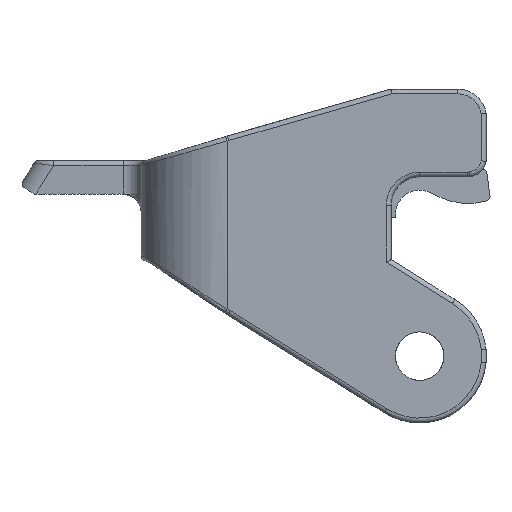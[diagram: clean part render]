
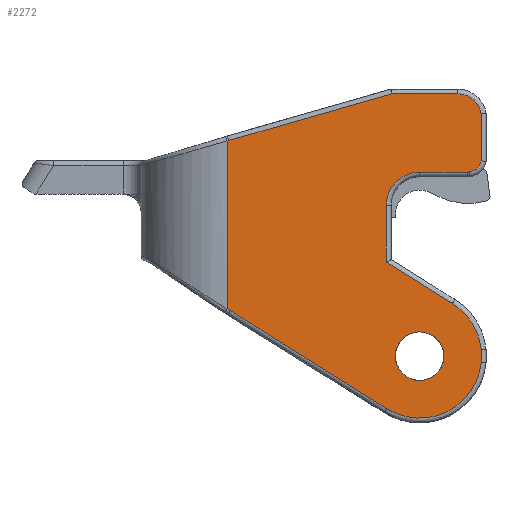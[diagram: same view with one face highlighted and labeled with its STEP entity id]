
A CAD part, front view. The second image highlights one B-rep face of the part: STEP entity #2272.
In plain terms, the highlighted planar face has unit normal (0, -1, 0).
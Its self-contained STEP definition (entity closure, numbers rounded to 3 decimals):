
#1908=B_SPLINE_CURVE_WITH_KNOTS('',3,(#10202,#10203,#10204,#10205),
 .UNSPECIFIED.,.F.,.F.,(4,4),(0.,1.),.UNSPECIFIED.);
#1909=B_SPLINE_CURVE_WITH_KNOTS('',3,(#10209,#10210,#10211,#10212),
 .UNSPECIFIED.,.F.,.F.,(4,4),(0.,1.),.UNSPECIFIED.);
#1980=FACE_BOUND('',#3063,.T.);
#1981=FACE_BOUND('',#3064,.T.);
#2101=CIRCLE('',#7704,1.5);
#2133=CIRCLE('',#7756,2.55);
#2135=CIRCLE('',#7759,3.5);
#2136=CIRCLE('',#7760,1.5);
#2137=CIRCLE('',#7761,2.5);
#2138=CIRCLE('',#7762,6.5);
#2139=CIRCLE('',#7763,6.5);
#2272=ADVANCED_FACE('',(#1980,#1981),#2560,.F.);
#2560=PLANE('',#7764);
#3063=EDGE_LOOP('',(#3627,#3628,#3629,#3630,#3631,#3632,#3633,#3634,#3635,
#3636,#3637,#3638,#3639,#3640,#3641,#3642,#3643));
#3064=EDGE_LOOP('',(#3644));
#3627=ORIENTED_EDGE('',*,*,#5473,.F.);
#3628=ORIENTED_EDGE('',*,*,#5671,.F.);
#3629=ORIENTED_EDGE('',*,*,#5672,.F.);
#3630=ORIENTED_EDGE('',*,*,#5673,.F.);
#3631=ORIENTED_EDGE('',*,*,#5478,.F.);
#3632=ORIENTED_EDGE('',*,*,#5674,.F.);
#3633=ORIENTED_EDGE('',*,*,#5675,.F.);
#3634=ORIENTED_EDGE('',*,*,#5676,.F.);
#3635=ORIENTED_EDGE('',*,*,#5677,.F.);
#3636=ORIENTED_EDGE('',*,*,#5678,.F.);
#3637=ORIENTED_EDGE('',*,*,#5679,.F.);
#3638=ORIENTED_EDGE('',*,*,#5680,.F.);
#3639=ORIENTED_EDGE('',*,*,#5681,.F.);
#3640=ORIENTED_EDGE('',*,*,#5682,.F.);
#3641=ORIENTED_EDGE('',*,*,#5683,.F.);
#3642=ORIENTED_EDGE('',*,*,#5684,.F.);
#3643=ORIENTED_EDGE('',*,*,#5685,.F.);
#3644=ORIENTED_EDGE('',*,*,#5669,.F.);
#4960=VERTEX_POINT('',#9592);
#4961=VERTEX_POINT('',#9594);
#4963=VERTEX_POINT('',#9610);
#4964=VERTEX_POINT('',#9616);
#5130=VERTEX_POINT('',#10185);
#5132=VERTEX_POINT('',#10190);
#5133=VERTEX_POINT('',#10192);
#5134=VERTEX_POINT('',#10195);
#5135=VERTEX_POINT('',#10197);
#5136=VERTEX_POINT('',#10199);
#5137=VERTEX_POINT('',#10201);
#5138=VERTEX_POINT('',#10206);
#5139=VERTEX_POINT('',#10208);
#5140=VERTEX_POINT('',#10213);
#5141=VERTEX_POINT('',#10215);
#5142=VERTEX_POINT('',#10217);
#5143=VERTEX_POINT('',#10219);
#5144=VERTEX_POINT('',#10221);
#5473=EDGE_CURVE('',#4960,#4961,#6253,.T.);
#5478=EDGE_CURVE('',#4964,#4963,#2101,.T.);
#5669=EDGE_CURVE('',#5130,#5130,#2133,.T.);
#5671=EDGE_CURVE('',#5132,#4960,#2135,.T.);
#5672=EDGE_CURVE('',#5133,#5132,#6408,.T.);
#5673=EDGE_CURVE('',#4963,#5133,#2136,.T.);
#5674=EDGE_CURVE('',#5134,#4964,#6409,.T.);
#5675=EDGE_CURVE('',#5135,#5134,#2137,.T.);
#5676=EDGE_CURVE('',#5136,#5135,#6410,.T.);
#5677=EDGE_CURVE('',#5137,#5136,#6411,.T.);
#5678=EDGE_CURVE('',#5138,#5137,#1908,.T.);
#5679=EDGE_CURVE('',#5139,#5138,#6412,.T.);
#5680=EDGE_CURVE('',#5140,#5139,#1909,.T.);
#5681=EDGE_CURVE('',#5141,#5140,#6413,.T.);
#5682=EDGE_CURVE('',#5142,#5141,#2138,.T.);
#5683=EDGE_CURVE('',#5143,#5142,#6414,.T.);
#5684=EDGE_CURVE('',#5144,#5143,#2139,.T.);
#5685=EDGE_CURVE('',#4961,#5144,#6415,.T.);
#6253=LINE('',#9593,#6822);
#6408=LINE('',#10191,#6977);
#6409=LINE('',#10194,#6978);
#6410=LINE('',#10198,#6979);
#6411=LINE('',#10200,#6980);
#6412=LINE('',#10207,#6981);
#6413=LINE('',#10214,#6982);
#6414=LINE('',#10218,#6983);
#6415=LINE('',#10222,#6984);
#6822=VECTOR('',#8166,1.);
#6977=VECTOR('',#8437,1.);
#6978=VECTOR('',#8440,1.);
#6979=VECTOR('',#8443,1.);
#6980=VECTOR('',#8444,1.);
#6981=VECTOR('',#8445,1.);
#6982=VECTOR('',#8446,1.);
#6983=VECTOR('',#8449,1.);
#6984=VECTOR('',#8452,1.);
#7704=AXIS2_PLACEMENT_3D('',#9617,#8171,#8172);
#7756=AXIS2_PLACEMENT_3D('',#10184,#8429,#8430);
#7759=AXIS2_PLACEMENT_3D('',#10189,#8435,#8436);
#7760=AXIS2_PLACEMENT_3D('',#10193,#8438,#8439);
#7761=AXIS2_PLACEMENT_3D('',#10196,#8441,#8442);
#7762=AXIS2_PLACEMENT_3D('',#10216,#8447,#8448);
#7763=AXIS2_PLACEMENT_3D('',#10220,#8450,#8451);
#7764=AXIS2_PLACEMENT_3D('',#10223,#8453,#8454);
#8166=DIRECTION('',(0.,0.,-1.));
#8171=DIRECTION('',(0.,1.,0.));
#8172=DIRECTION('',(0.976,0.,-0.218));
#8429=DIRECTION('',(0.,-1.,0.));
#8430=DIRECTION('',(-1.,0.,0.));
#8435=DIRECTION('',(0.,-1.,0.));
#8436=DIRECTION('',(0.,0.,1.));
#8437=DIRECTION('',(-1.,0.,0.));
#8438=DIRECTION('',(0.,1.,0.));
#8439=DIRECTION('',(0.,0.,1.));
#8440=DIRECTION('',(0.,0.,-1.));
#8441=DIRECTION('',(0.,1.,0.));
#8442=DIRECTION('',(0.,0.,1.));
#8443=DIRECTION('',(1.,0.,0.));
#8444=DIRECTION('',(0.961,0.,0.276));
#8445=DIRECTION('',(0.,0.,1.));
#8446=DIRECTION('',(-0.848,0.,0.53));
#8447=DIRECTION('',(0.,1.,0.));
#8448=DIRECTION('',(0.994,0.,-0.105));
#8449=DIRECTION('',(0.,0.,-1.));
#8450=DIRECTION('',(0.,1.,0.));
#8451=DIRECTION('',(0.53,0.,0.848));
#8452=DIRECTION('',(0.848,0.,-0.53));
#8453=DIRECTION('',(0.,1.,0.));
#8454=DIRECTION('',(1.,0.,0.));
#9592=CARTESIAN_POINT('',(-3.5,-27.5,15.8));
#9593=CARTESIAN_POINT('',(-3.5,-27.5,15.8));
#9594=CARTESIAN_POINT('',(-3.5,-27.5,9.852));
#9610=CARTESIAN_POINT('',(5.206,-27.5,19.314));
#9616=CARTESIAN_POINT('',(6.464,-27.5,20.473));
#9617=CARTESIAN_POINT('',(5.,-27.5,20.8));
#10184=CARTESIAN_POINT('',(0.,-27.5,0.));
#10185=CARTESIAN_POINT('',(-2.55,-27.5,0.));
#10189=CARTESIAN_POINT('',(0.,-27.5,15.8));
#10190=CARTESIAN_POINT('',(0.,-27.5,19.3));
#10191=CARTESIAN_POINT('',(-20.2,-27.5,19.3));
#10192=CARTESIAN_POINT('',(5.,-27.5,19.3));
#10193=CARTESIAN_POINT('',(5.,-27.5,20.8));
#10194=CARTESIAN_POINT('',(6.464,-27.5,25.423));
#10195=CARTESIAN_POINT('',(6.464,-27.5,25.423));
#10196=CARTESIAN_POINT('',(4.,-27.5,25.));
#10197=CARTESIAN_POINT('',(4.,-27.5,27.5));
#10198=CARTESIAN_POINT('',(-2.946,-27.5,27.5));
#10199=CARTESIAN_POINT('',(-2.946,-27.5,27.5));
#10200=CARTESIAN_POINT('',(-20.012,-27.5,22.607));
#10201=CARTESIAN_POINT('',(-20.006,-27.5,22.608));
#10202=CARTESIAN_POINT('',(-20.2,-27.5,22.55));
#10203=CARTESIAN_POINT('',(-20.135,-27.5,22.569));
#10204=CARTESIAN_POINT('',(-20.07,-27.5,22.589));
#10205=CARTESIAN_POINT('',(-20.006,-27.5,22.608));
#10206=CARTESIAN_POINT('',(-20.2,-27.5,22.55));
#10207=CARTESIAN_POINT('',(-20.2,-27.5,4.965));
#10208=CARTESIAN_POINT('',(-20.2,-27.5,4.965));
#10209=CARTESIAN_POINT('',(-19.878,-27.5,4.756));
#10210=CARTESIAN_POINT('',(-19.985,-27.5,4.826));
#10211=CARTESIAN_POINT('',(-20.093,-27.5,4.895));
#10212=CARTESIAN_POINT('',(-20.2,-27.5,4.965));
#10213=CARTESIAN_POINT('',(-19.884,-27.5,4.761));
#10214=CARTESIAN_POINT('',(-3.444,-27.5,-5.512));
#10215=CARTESIAN_POINT('',(-3.444,-27.5,-5.512));
#10216=CARTESIAN_POINT('',(0.,-27.5,0.));
#10217=CARTESIAN_POINT('',(6.464,-27.5,-0.684));
#10218=CARTESIAN_POINT('',(6.464,-27.5,0.684));
#10219=CARTESIAN_POINT('',(6.464,-27.5,0.684));
#10220=CARTESIAN_POINT('',(0.,-27.5,0.));
#10221=CARTESIAN_POINT('',(3.444,-27.5,5.512));
#10222=CARTESIAN_POINT('',(-3.5,-27.5,9.852));
#10223=CARTESIAN_POINT('',(-20.2,-27.5,33.));
